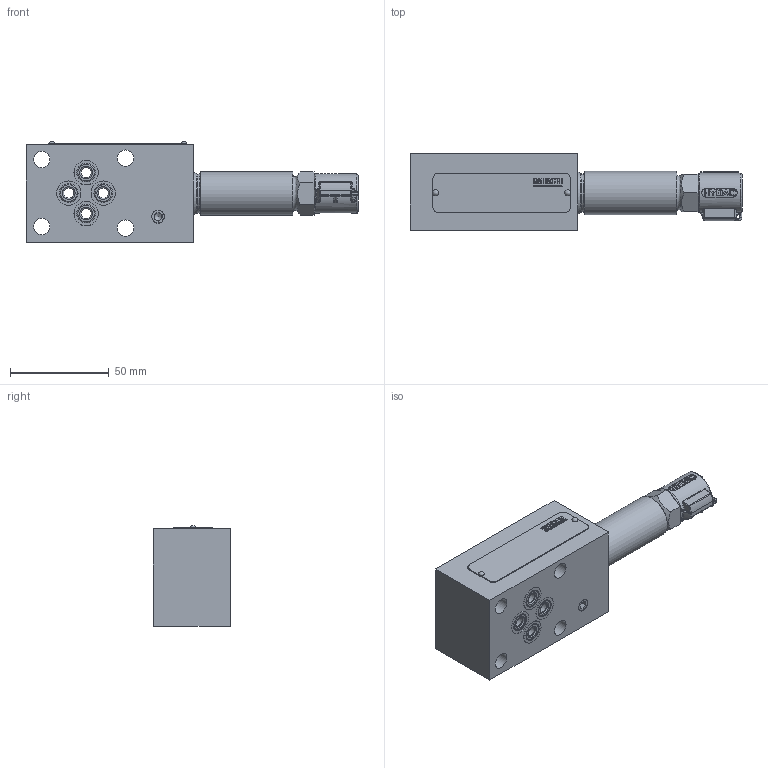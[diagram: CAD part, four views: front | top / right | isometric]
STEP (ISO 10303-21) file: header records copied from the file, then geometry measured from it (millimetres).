
FILE_DESCRIPTION (( 'STEP AP214' ), '1' );
FILE_NAME ('DB1000-6B-P-...-F.STEP', '2022-10-11T15:37:58', ( '' ), ( '' ), 'SwSTEP 2.0', 'SolidWorks 2020', '' );
FILE_SCHEMA (( 'AUTOMOTIVE_DESIGN' ));
Length unit declared in the file: millimetre
Products named in the file (1): DB1000-6B-P-...-F
Bounding box: 168.42 x 39.08 x 51.1 mm (x, y, z)
Volume: 179716.3 mm3; surface area: 33367.2 mm2
Topology: 1 solids, 5 shells, 701 faces, 1777 edges, 1143 vertices
Faces by surface type: plane 427, cylinder 122, bspline 114, torus 17, cone 13, sphere 8
Full cylindrical faces by diameter (mm): 1 x1, 1.7 x2, 3.9 x1, 5 x2, 5.2 x4, 5.8 x4, 6.466 x2, 8.3 x4, 9.4 x4, 9.5 x4, 12.3 x4, 12.35 x4, 18 x1, 19.7 x1, 22 x1
Entity records: 25221 total; most frequent: CARTESIAN_POINT 9703, ORIENTED_EDGE 3334, DIRECTION 2756, EDGE_CURVE 1667, VERTEX_POINT 1110, LINE 1056, VECTOR 1056, EDGE_LOOP 855
